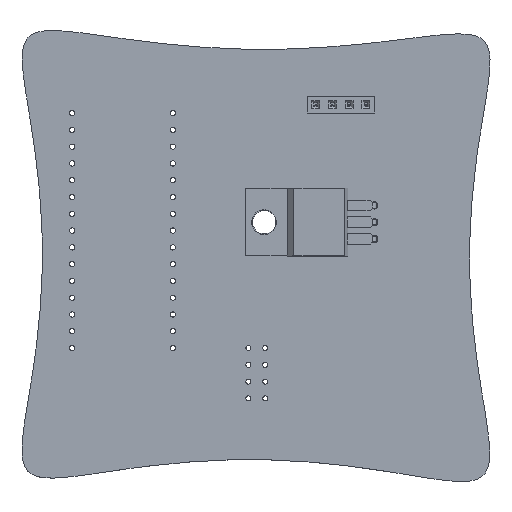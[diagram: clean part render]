
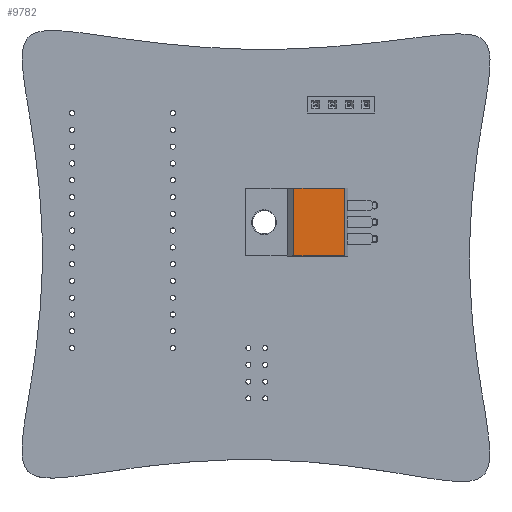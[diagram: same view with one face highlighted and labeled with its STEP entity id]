
A CAD part, top view. The second image highlights one B-rep face of the part: STEP entity #9782.
In plain terms, the highlighted planar face has unit normal (0, 0, 1).
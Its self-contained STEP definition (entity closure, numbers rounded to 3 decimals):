
#9224 = PLANE('',#9225);
#9225 = AXIS2_PLACEMENT_3D('',#9226,#9227,#9228);
#9226 = CARTESIAN_POINT('',(-2.585,3.985,3.15));
#9227 = DIRECTION('',(1.,0.,0.));
#9228 = DIRECTION('',(0.,0.,1.));
#9305 = VERTEX_POINT('',#9306);
#9306 = CARTESIAN_POINT('',(-2.585,12.175,4.445));
#9320 = PLANE('',#9321);
#9321 = AXIS2_PLACEMENT_3D('',#9322,#9323,#9324);
#9322 = CARTESIAN_POINT('',(-2.585,12.175,4.445));
#9323 = DIRECTION('',(0.,0.707,0.707
    ));
#9324 = DIRECTION('',(0.,0.707,
    -0.707));
#9332 = EDGE_CURVE('',#9333,#9305,#9335,.T.);
#9333 = VERTEX_POINT('',#9334);
#9334 = CARTESIAN_POINT('',(-2.585,4.485,4.445));
#9335 = SURFACE_CURVE('',#9336,(#9340,#9347),.PCURVE_S1.);
#9336 = LINE('',#9337,#9338);
#9337 = CARTESIAN_POINT('',(-2.585,4.485,4.445));
#9338 = VECTOR('',#9339,1.);
#9339 = DIRECTION('',(0.,1.,0.));
#9340 = PCURVE('',#9224,#9341);
#9341 = DEFINITIONAL_REPRESENTATION('',(#9342),#9346);
#9342 = LINE('',#9343,#9344);
#9343 = CARTESIAN_POINT('',(1.295,-0.5));
#9344 = VECTOR('',#9345,1.);
#9345 = DIRECTION('',(0.,-1.));
#9346 = ( GEOMETRIC_REPRESENTATION_CONTEXT(2) 
PARAMETRIC_REPRESENTATION_CONTEXT() REPRESENTATION_CONTEXT('2D SPACE',''
  ) );
#9347 = PCURVE('',#9348,#9353);
#9348 = PLANE('',#9349);
#9349 = AXIS2_PLACEMENT_3D('',#9350,#9351,#9352);
#9350 = CARTESIAN_POINT('',(-2.585,4.485,4.445));
#9351 = DIRECTION('',(0.,0.,1.));
#9352 = DIRECTION('',(0.,1.,0.));
#9353 = DEFINITIONAL_REPRESENTATION('',(#9354),#9358);
#9354 = LINE('',#9355,#9356);
#9355 = CARTESIAN_POINT('',(0.,0.));
#9356 = VECTOR('',#9357,1.);
#9357 = DIRECTION('',(1.,0.));
#9358 = ( GEOMETRIC_REPRESENTATION_CONTEXT(2) 
PARAMETRIC_REPRESENTATION_CONTEXT() REPRESENTATION_CONTEXT('2D SPACE',''
  ) );
#9374 = PLANE('',#9375);
#9375 = AXIS2_PLACEMENT_3D('',#9376,#9377,#9378);
#9376 = CARTESIAN_POINT('',(-2.585,3.985,3.15));
#9377 = DIRECTION('',(0.,-0.933,
    0.36));
#9378 = DIRECTION('',(0.,0.36,0.933)
  );
#9735 = VERTEX_POINT('',#9736);
#9736 = CARTESIAN_POINT('',(7.665,4.485,4.445));
#9750 = PLANE('',#9751);
#9751 = AXIS2_PLACEMENT_3D('',#9752,#9753,#9754);
#9752 = CARTESIAN_POINT('',(7.665,3.985,3.15));
#9753 = DIRECTION('',(1.,0.,0.));
#9754 = DIRECTION('',(0.,0.,1.));
#9762 = EDGE_CURVE('',#9333,#9735,#9763,.T.);
#9763 = SURFACE_CURVE('',#9764,(#9768,#9775),.PCURVE_S1.);
#9764 = LINE('',#9765,#9766);
#9765 = CARTESIAN_POINT('',(-2.585,4.485,4.445));
#9766 = VECTOR('',#9767,1.);
#9767 = DIRECTION('',(1.,0.,0.));
#9768 = PCURVE('',#9374,#9769);
#9769 = DEFINITIONAL_REPRESENTATION('',(#9770),#9774);
#9770 = LINE('',#9771,#9772);
#9771 = CARTESIAN_POINT('',(1.388,0.));
#9772 = VECTOR('',#9773,1.);
#9773 = DIRECTION('',(0.,-1.));
#9774 = ( GEOMETRIC_REPRESENTATION_CONTEXT(2) 
PARAMETRIC_REPRESENTATION_CONTEXT() REPRESENTATION_CONTEXT('2D SPACE',''
  ) );
#9775 = PCURVE('',#9348,#9776);
#9776 = DEFINITIONAL_REPRESENTATION('',(#9777),#9781);
#9777 = LINE('',#9778,#9779);
#9778 = CARTESIAN_POINT('',(0.,0.));
#9779 = VECTOR('',#9780,1.);
#9780 = DIRECTION('',(0.,-1.));
#9781 = ( GEOMETRIC_REPRESENTATION_CONTEXT(2) 
PARAMETRIC_REPRESENTATION_CONTEXT() REPRESENTATION_CONTEXT('2D SPACE',''
  ) );
#9782 = ADVANCED_FACE('',(#9783),#9348,.T.);
#9783 = FACE_BOUND('',#9784,.T.);
#9784 = EDGE_LOOP('',(#9785,#9786,#9809,#9830));
#9785 = ORIENTED_EDGE('',*,*,#9762,.T.);
#9786 = ORIENTED_EDGE('',*,*,#9787,.T.);
#9787 = EDGE_CURVE('',#9735,#9788,#9790,.T.);
#9788 = VERTEX_POINT('',#9789);
#9789 = CARTESIAN_POINT('',(7.665,12.175,4.445));
#9790 = SURFACE_CURVE('',#9791,(#9795,#9802),.PCURVE_S1.);
#9791 = LINE('',#9792,#9793);
#9792 = CARTESIAN_POINT('',(7.665,4.485,4.445));
#9793 = VECTOR('',#9794,1.);
#9794 = DIRECTION('',(0.,1.,0.));
#9795 = PCURVE('',#9348,#9796);
#9796 = DEFINITIONAL_REPRESENTATION('',(#9797),#9801);
#9797 = LINE('',#9798,#9799);
#9798 = CARTESIAN_POINT('',(0.,-10.25));
#9799 = VECTOR('',#9800,1.);
#9800 = DIRECTION('',(1.,0.));
#9801 = ( GEOMETRIC_REPRESENTATION_CONTEXT(2) 
PARAMETRIC_REPRESENTATION_CONTEXT() REPRESENTATION_CONTEXT('2D SPACE',''
  ) );
#9802 = PCURVE('',#9750,#9803);
#9803 = DEFINITIONAL_REPRESENTATION('',(#9804),#9808);
#9804 = LINE('',#9805,#9806);
#9805 = CARTESIAN_POINT('',(1.295,-0.5));
#9806 = VECTOR('',#9807,1.);
#9807 = DIRECTION('',(0.,-1.));
#9808 = ( GEOMETRIC_REPRESENTATION_CONTEXT(2) 
PARAMETRIC_REPRESENTATION_CONTEXT() REPRESENTATION_CONTEXT('2D SPACE',''
  ) );
#9809 = ORIENTED_EDGE('',*,*,#9810,.F.);
#9810 = EDGE_CURVE('',#9305,#9788,#9811,.T.);
#9811 = SURFACE_CURVE('',#9812,(#9816,#9823),.PCURVE_S1.);
#9812 = LINE('',#9813,#9814);
#9813 = CARTESIAN_POINT('',(-2.585,12.175,4.445));
#9814 = VECTOR('',#9815,1.);
#9815 = DIRECTION('',(1.,0.,0.));
#9816 = PCURVE('',#9348,#9817);
#9817 = DEFINITIONAL_REPRESENTATION('',(#9818),#9822);
#9818 = LINE('',#9819,#9820);
#9819 = CARTESIAN_POINT('',(7.69,0.));
#9820 = VECTOR('',#9821,1.);
#9821 = DIRECTION('',(0.,-1.));
#9822 = ( GEOMETRIC_REPRESENTATION_CONTEXT(2) 
PARAMETRIC_REPRESENTATION_CONTEXT() REPRESENTATION_CONTEXT('2D SPACE',''
  ) );
#9823 = PCURVE('',#9320,#9824);
#9824 = DEFINITIONAL_REPRESENTATION('',(#9825),#9829);
#9825 = LINE('',#9826,#9827);
#9826 = CARTESIAN_POINT('',(0.,0.));
#9827 = VECTOR('',#9828,1.);
#9828 = DIRECTION('',(0.,-1.));
#9829 = ( GEOMETRIC_REPRESENTATION_CONTEXT(2) 
PARAMETRIC_REPRESENTATION_CONTEXT() REPRESENTATION_CONTEXT('2D SPACE',''
  ) );
#9830 = ORIENTED_EDGE('',*,*,#9332,.F.);
